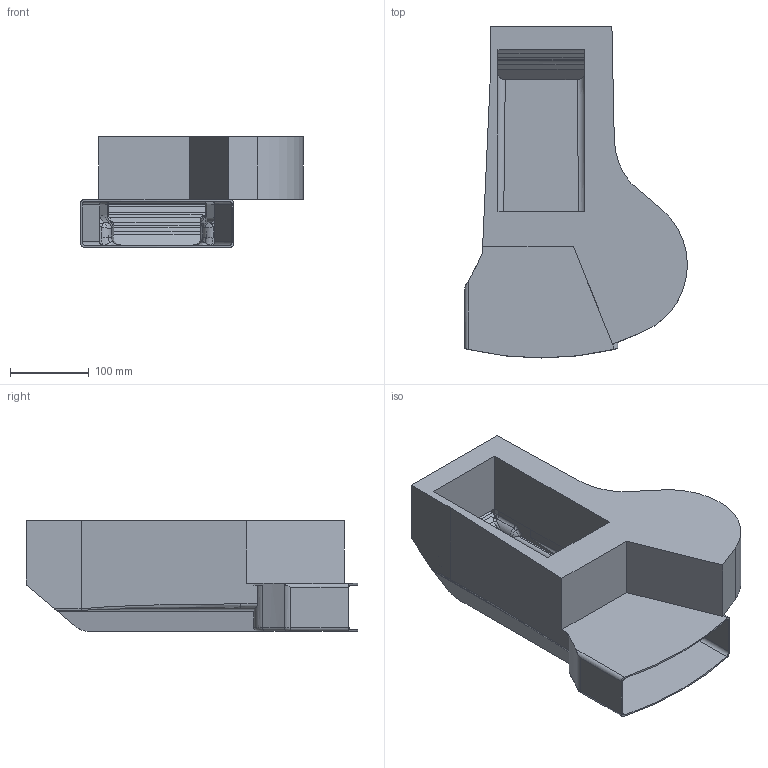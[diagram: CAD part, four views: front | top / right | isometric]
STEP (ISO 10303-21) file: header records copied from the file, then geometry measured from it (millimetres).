
FILE_DESCRIPTION( ( '' ), ' ' );
FILE_NAME( '5e98137a37e6fe15d4c0c92f.step', '2020-04-16T08:12:43', ( '' ), ( '' ), ' ', ' ', ' ' );
FILE_SCHEMA( ( 'AUTOMOTIVE_DESIGN { 1 0 10303 214 1 1 1 1 }' ) );
Length unit declared in the file: metre
Products named in the file (1): Part 1
Bounding box: 283.61 x 422.39 x 141 mm (x, y, z)
Volume: 3615456.4 mm3; surface area: 480505.7 mm2
Topology: 1 solids, 1 shells, 165 faces, 434 edges, 269 vertices
Faces by surface type: plane 71, cylinder 57, bspline 23, torus 8, sphere 3, extrusion 2, cone 1
Entity records: 9941 total; most frequent: CARTESIAN_POINT 4680, ORIENTED_EDGE 860, DIRECTION 784, EDGE_CURVE 430, AXIS2_PLACEMENT_3D 283, VERTEX_POINT 269, VECTOR 218, LINE 216
